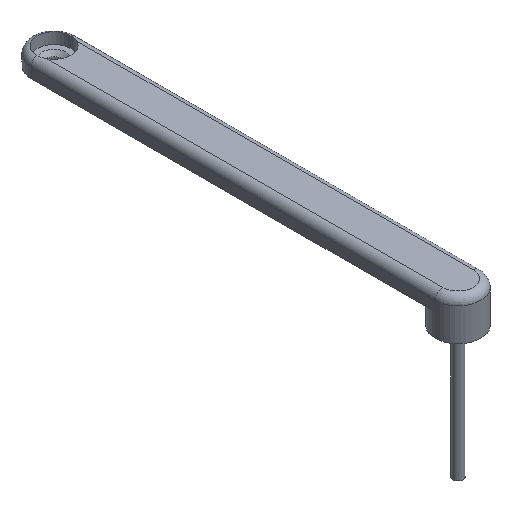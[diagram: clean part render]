
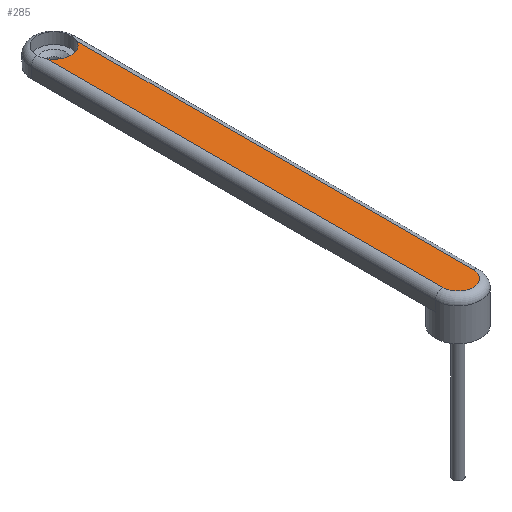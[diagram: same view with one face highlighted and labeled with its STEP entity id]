
A CAD part, isometric view. The second image highlights one B-rep face of the part: STEP entity #285.
In plain terms, the highlighted planar face has unit normal (0, 0, 1).
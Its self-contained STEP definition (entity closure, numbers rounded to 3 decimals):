
#27=LINE('',#479,#43);
#31=LINE('',#501,#47);
#43=VECTOR('',#374,10.);
#47=VECTOR('',#402,10.);
#78=FACE_OUTER_BOUND('',#99,.T.);
#99=EDGE_LOOP('',(#241,#242,#243,#244));
#108=CIRCLE('',#309,6.75);
#121=CIRCLE('',#331,6.);
#128=VERTEX_POINT('',#448);
#130=VERTEX_POINT('',#456);
#136=VERTEX_POINT('',#477);
#142=VERTEX_POINT('',#500);
#153=EDGE_CURVE('',#130,#128,#108,.T.);
#162=EDGE_CURVE('',#136,#128,#27,.T.);
#172=EDGE_CURVE('',#130,#142,#31,.T.);
#175=EDGE_CURVE('',#142,#136,#121,.T.);
#241=ORIENTED_EDGE('',*,*,#153,.T.);
#242=ORIENTED_EDGE('',*,*,#162,.F.);
#243=ORIENTED_EDGE('',*,*,#175,.F.);
#244=ORIENTED_EDGE('',*,*,#172,.F.);
#267=PLANE('',#336);
#285=ADVANCED_FACE('',(#78),#267,.T.);
#309=AXIS2_PLACEMENT_3D('',#457,#356,#357);
#331=AXIS2_PLACEMENT_3D('',#506,#408,#409);
#336=AXIS2_PLACEMENT_3D('',#518,#422,#423);
#356=DIRECTION('center_axis',(0.,0.,-1.));
#357=DIRECTION('ref_axis',(-1.,0.,0.));
#374=DIRECTION('',(0.,1.,0.));
#402=DIRECTION('',(0.,-1.,0.));
#408=DIRECTION('center_axis',(0.,0.,-1.));
#409=DIRECTION('ref_axis',(0.,-1.,0.));
#422=DIRECTION('center_axis',(0.,0.,1.));
#423=DIRECTION('ref_axis',(1.,0.,0.));
#448=CARTESIAN_POINT('',(-30.3,229.007,7.));
#456=CARTESIAN_POINT('',(-18.3,229.007,7.));
#457=CARTESIAN_POINT('Origin',(-24.3,232.099,7.));
#477=CARTESIAN_POINT('',(-30.3,72.099,7.));
#479=CARTESIAN_POINT('',(-30.3,152.1,7.));
#500=CARTESIAN_POINT('',(-18.3,72.099,7.));
#501=CARTESIAN_POINT('',(-18.3,72.1,7.));
#506=CARTESIAN_POINT('Origin',(-24.3,72.099,7.));
#518=CARTESIAN_POINT('Origin',(-24.3,72.1,7.));
